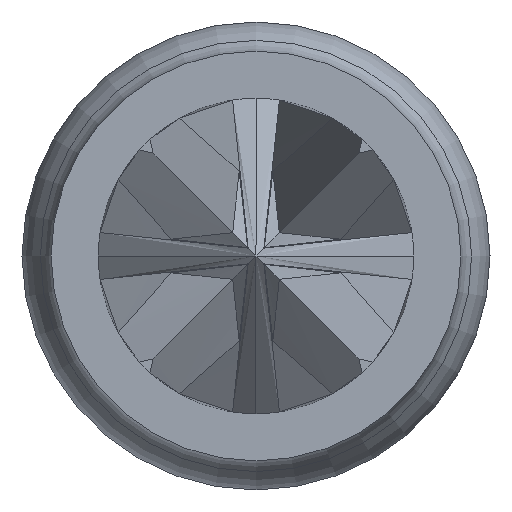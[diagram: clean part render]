
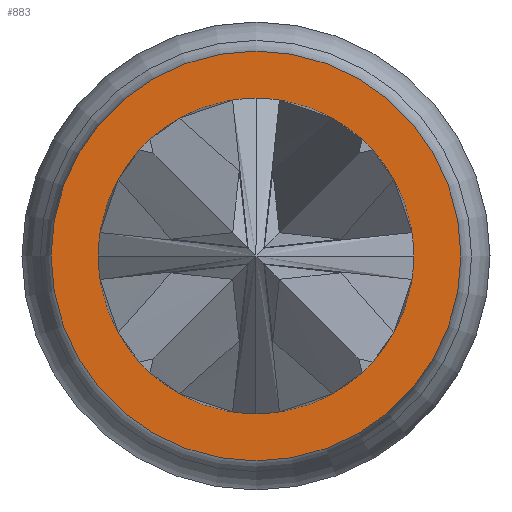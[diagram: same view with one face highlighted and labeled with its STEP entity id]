
A CAD part, left-side view. The second image highlights one B-rep face of the part: STEP entity #883.
In plain terms, the highlighted planar face has unit normal (-1, 0, 0).
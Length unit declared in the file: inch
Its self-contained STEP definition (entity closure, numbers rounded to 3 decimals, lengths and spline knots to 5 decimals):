
#174 = CIRCLE ( 'NONE', #479, 0.01355 ) ;
#182 = DIRECTION ( 'NONE',  ( -1., 0., 0. ) ) ;
#239 = CARTESIAN_POINT ( 'NONE',  ( 0., 0., -0.0176 ) ) ;
#260 = EDGE_CURVE ( 'NONE', #1534, #1534, #174, .T. ) ;
#277 = EDGE_LOOP ( 'NONE', ( #2087 ) ) ;
#332 = DIRECTION ( 'NONE',  ( -1., 0., 0. ) ) ;
#349 = PLANE ( 'NONE',  #2104 ) ;
#479 = AXIS2_PLACEMENT_3D ( 'NONE', #2115, #182, #1073 ) ;
#537 = EDGE_CURVE ( 'NONE', #1043, #1043, #1425, .T. ) ;
#778 = DIRECTION ( 'NONE',  ( 0., 0., -1. ) ) ;
#786 = CARTESIAN_POINT ( 'NONE',  ( 0., 0., 0. ) ) ;
#883 = ADVANCED_FACE ( 'NONE', ( #1523, #1422 ), #349, .T. ) ;
#1043 = VERTEX_POINT ( 'NONE', #239 ) ;
#1051 = DIRECTION ( 'NONE',  ( 0., 0., 1. ) ) ;
#1073 = DIRECTION ( 'NONE',  ( 0., 0., 1. ) ) ;
#1422 = FACE_OUTER_BOUND ( 'NONE', #277, .T. ) ;
#1425 = CIRCLE ( 'NONE', #1831, 0.0176 ) ;
#1523 = FACE_BOUND ( 'NONE', #2289, .T. ) ;
#1534 = VERTEX_POINT ( 'NONE', #1809 ) ;
#1670 = DIRECTION ( 'NONE',  ( 1., 0., 0. ) ) ;
#1809 = CARTESIAN_POINT ( 'NONE',  ( 0., 0., 0.01355 ) ) ;
#1831 = AXIS2_PLACEMENT_3D ( 'NONE', #786, #1670, #778 ) ;
#2087 = ORIENTED_EDGE ( 'NONE', *, *, #537, .F. ) ;
#2092 = CARTESIAN_POINT ( 'NONE',  ( 0., 0.0165, 0. ) ) ;
#2104 = AXIS2_PLACEMENT_3D ( 'NONE', #2092, #332, #1051 ) ;
#2115 = CARTESIAN_POINT ( 'NONE',  ( 0., 0., 0. ) ) ;
#2255 = ORIENTED_EDGE ( 'NONE', *, *, #260, .F. ) ;
#2289 = EDGE_LOOP ( 'NONE', ( #2255 ) ) ;
